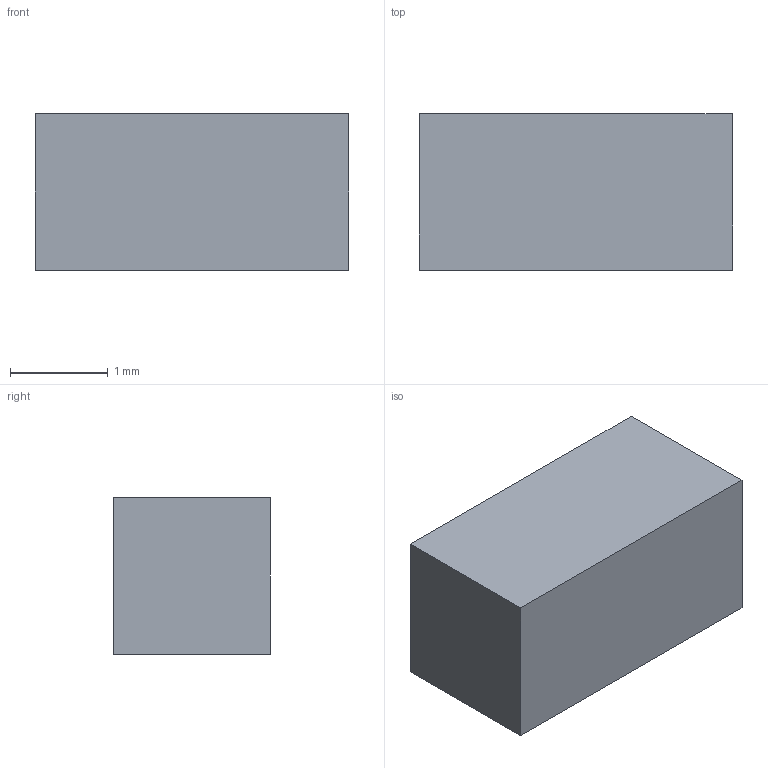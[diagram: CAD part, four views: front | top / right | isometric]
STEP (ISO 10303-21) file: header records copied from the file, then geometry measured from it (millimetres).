
FILE_DESCRIPTION (( 'STEP AP214' ), '1' );
FILE_NAME ('1206-3216-polarized-cap.STEP', '2015-04-23T14:16:59', ( '' ), ( '' ), 'SwSTEP 2.0', 'SolidWorks 2014', '' );
FILE_SCHEMA (( 'AUTOMOTIVE_DESIGN' ));
Length unit declared in the file: millimetre
Products named in the file (1): 1206-3216-polarized-cap
Bounding box: 3.2 x 1.6 x 1.6 mm (x, y, z)
Volume: 8.2 mm3; surface area: 25.6 mm2
Topology: 1 solids, 1 shells, 8 faces, 18 edges, 12 vertices
Faces by surface type: plane 8
Entity records: 289 total; most frequent: CARTESIAN_POINT 39, DIRECTION 36, ORIENTED_EDGE 36, LINE 18, EDGE_CURVE 18, VECTOR 18, VERTEX_POINT 12, AXIS2_PLACEMENT_3D 9
